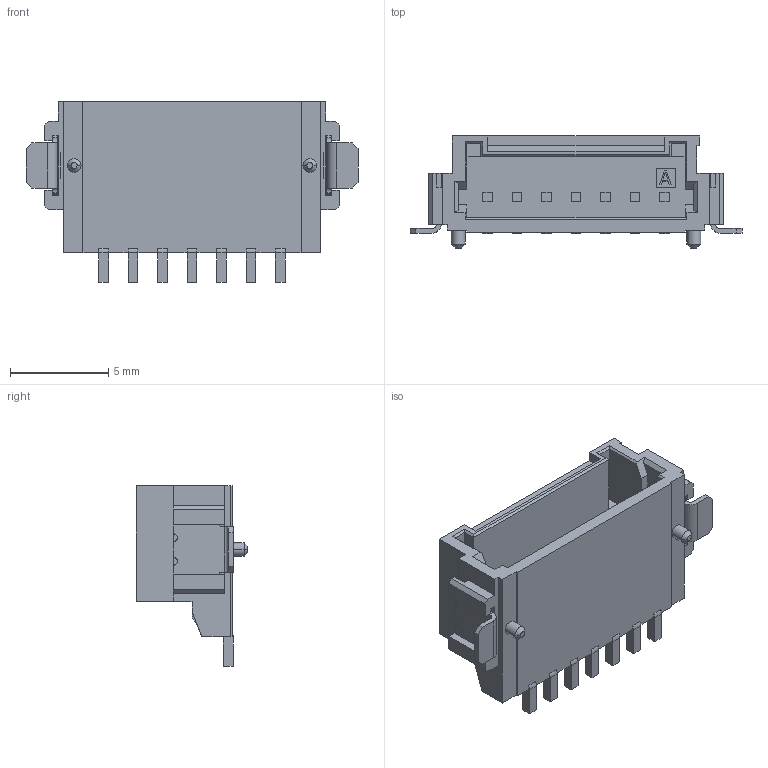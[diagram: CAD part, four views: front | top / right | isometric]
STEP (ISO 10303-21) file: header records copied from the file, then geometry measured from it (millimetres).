
FILE_DESCRIPTION((''),'2;1');
FILE_NAME('C-292227-7','2019-06-03T08:29:52',('workeradm'),('TE Connectivity Ltd.'),'CREO PARAMETRIC BY PTC INC, 2018190','CREO PARAMETRIC BY PTC INC, 2018190','');
FILE_SCHEMA(('AUTOMOTIVE_DESIGN { 1 0 10303 214 1 1 1 1 }'));
Length unit declared in the file: millimetre
Products named in the file (1): C-292227-7
Bounding box: 16.9 x 5.7 x 9.2 mm (x, y, z)
Volume: 275.7 mm3; surface area: 668.6 mm2
Topology: 1 solids, 1 shells, 276 faces, 775 edges, 510 vertices
Faces by surface type: plane 238, cylinder 34, cone 4
Entity records: 8811 total; most frequent: CARTESIAN_POINT 1583, ORIENTED_EDGE 1550, DIRECTION 1391, EDGE_CURVE 775, VECTOR 703, LINE 703, VERTEX_POINT 510, AXIS2_PLACEMENT_3D 344
